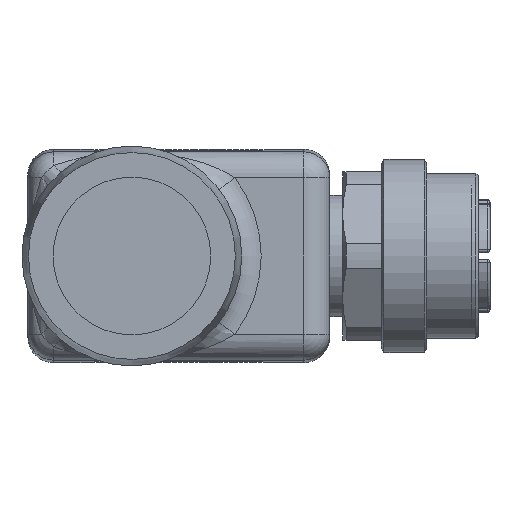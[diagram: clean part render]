
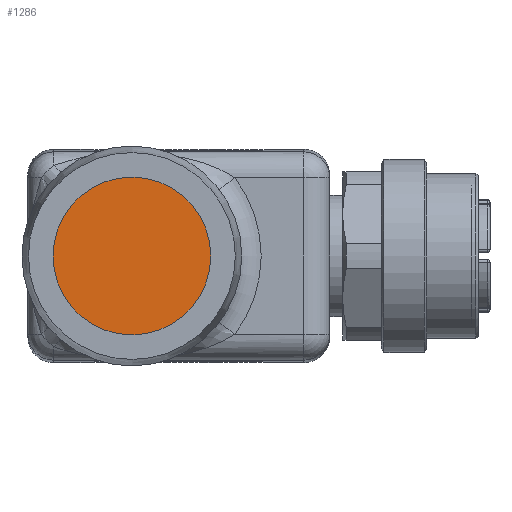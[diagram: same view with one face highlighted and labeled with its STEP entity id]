
A CAD part, front view. The second image highlights one B-rep face of the part: STEP entity #1286.
In plain terms, the highlighted planar face has unit normal (0, -1, 0).
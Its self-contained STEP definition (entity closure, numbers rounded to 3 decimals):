
#923=PLANE('',#4744);
#1026=FACE_OUTER_BOUND('',#1741,.T.);
#1286=ADVANCED_FACE('',(#1026),#923,.T.);
#1741=EDGE_LOOP('',(#2077));
#2077=ORIENTED_EDGE('',*,*,#3839,.T.);
#3418=VERTEX_POINT('',#6499);
#3839=EDGE_CURVE('',#3418,#3418,#4510,.T.);
#4510=CIRCLE('',#4742,6.1);
#4742=AXIS2_PLACEMENT_3D('',#6498,#5227,#5228);
#4744=AXIS2_PLACEMENT_3D('',#6501,#5231,#5232);
#5227=DIRECTION('',(0.,-1.,0.));
#5228=DIRECTION('',(1.,0.,0.));
#5231=DIRECTION('',(0.,-1.,0.));
#5232=DIRECTION('',(0.,0.,1.));
#6498=CARTESIAN_POINT('',(0.,-85.,0.));
#6499=CARTESIAN_POINT('',(6.1,-85.,0.));
#6501=CARTESIAN_POINT('',(0.,-85.,0.));
